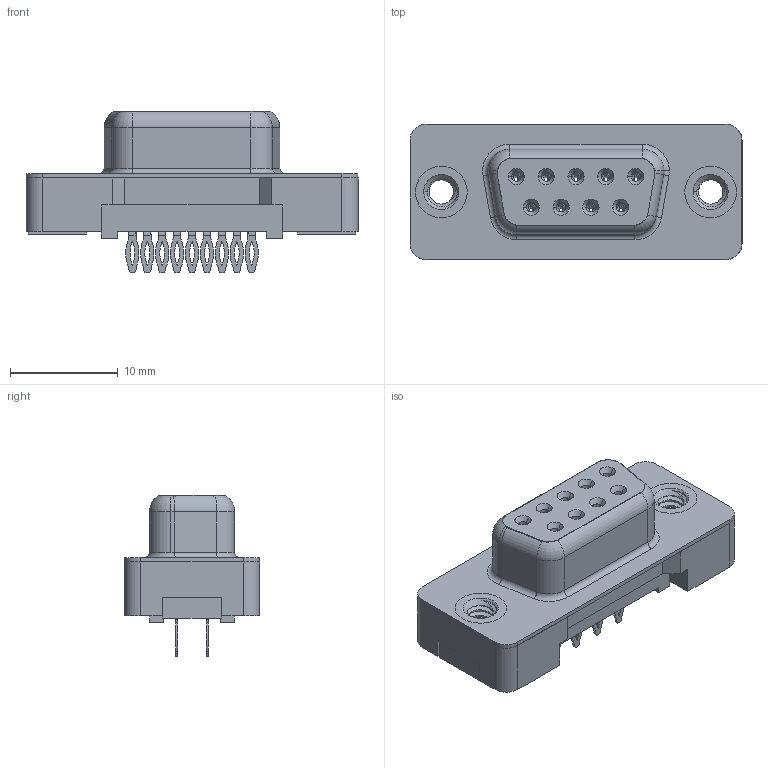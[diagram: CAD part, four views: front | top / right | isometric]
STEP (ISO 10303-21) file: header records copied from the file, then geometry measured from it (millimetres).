
FILE_DESCRIPTION (( 'STEP AP203' ), '1' );
FILE_NAME ('628-009-626-012.STEP', '2020-07-15T22:57:52', ( '' ), ( '' ), 'SwSTEP 2.0', 'SolidWorks 2020', '' );
FILE_SCHEMA (( 'CONFIG_CONTROL_DESIGN' ));
Length unit declared in the file: millimetre
Products named in the file (6): 628 PB Contact Row 2_26; 628 Plastic Body Housing_09 Contacts; 628-009-626-012; 628 PB 4-40 Threaded Rivet; 628 PB Contact Row 1_26; 628 PB Shell_09 Contacts
Assembly tree (13 placements, depth 2):
  628-009-626-012
    628 Plastic Body Housing_09 Contacts
    628 PB Shell_09 Contacts
    628 PB Contact Row 1_26  x5
    628 PB Contact Row 2_26  x4
    628 PB 4-40 Threaded Rivet  x2
Bounding box: 30.82 x 12.55 x 15 mm (x, y, z)
Volume: 1957.7 mm3; surface area: 4354.5 mm2
Topology: 13 solids, 13 shells, 1055 faces, 2593 edges, 1584 vertices
Faces by surface type: plane 432, cylinder 284, bspline 204, torus 80, cone 55
Entity records: 17255 total; most frequent: CARTESIAN_POINT 5968, ORIENTED_EDGE 2230, DIRECTION 2072, EDGE_CURVE 1115, AXIS2_PLACEMENT_3D 714, VERTEX_POINT 693, VECTOR 644, LINE 644
